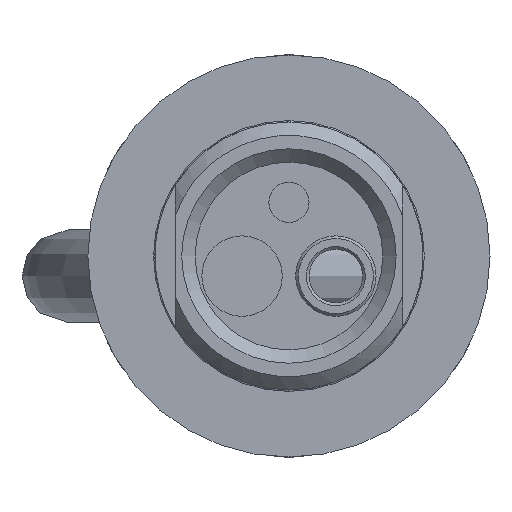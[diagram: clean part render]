
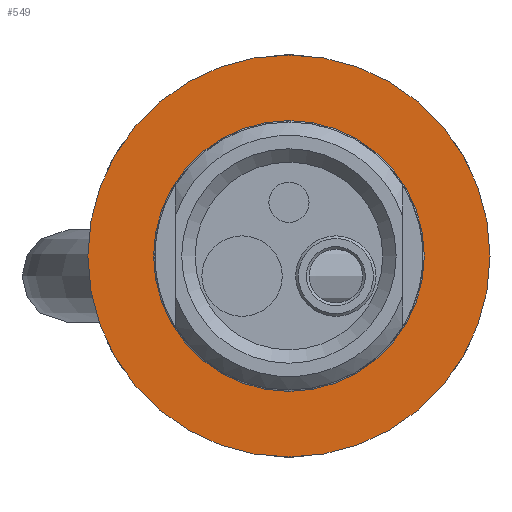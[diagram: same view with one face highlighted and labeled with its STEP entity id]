
A CAD part, left-side view. The second image highlights one B-rep face of the part: STEP entity #549.
In plain terms, the highlighted planar face has unit normal (-1, 0, 0).
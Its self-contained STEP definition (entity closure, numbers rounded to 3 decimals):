
#549 = ADVANCED_FACE( '', ( #1086, #1087 ), #1088, .F. );
#1086 = FACE_BOUND( '', #1723, .T. );
#1087 = FACE_OUTER_BOUND( '', #1724, .T. );
#1088 = PLANE( '', #1725 );
#1723 = EDGE_LOOP( '', ( #3800 ) );
#1724 = EDGE_LOOP( '', ( #3801 ) );
#1725 = AXIS2_PLACEMENT_3D( '', #3802, #3803, #3804 );
#3800 = ORIENTED_EDGE( '', *, *, #4736, .F. );
#3801 = ORIENTED_EDGE( '', *, *, #4737, .T. );
#3802 = CARTESIAN_POINT( '', ( 0., 0., 15. ) );
#3803 = DIRECTION( '', ( 1., 0., 0. ) );
#3804 = DIRECTION( '', ( 0., 0., -1. ) );
#4736 = EDGE_CURVE( '', #5330, #5330, #5331, .T. );
#4737 = EDGE_CURVE( '', #5332, #5332, #5333, .T. );
#5330 = VERTEX_POINT( '', #6255 );
#5331 = CIRCLE( '', #6256, 10.1 );
#5332 = VERTEX_POINT( '', #6257 );
#5333 = CIRCLE( '', #6258, 15. );
#6255 = CARTESIAN_POINT( '', ( 0., 0., 10.1 ) );
#6256 = AXIS2_PLACEMENT_3D( '', #6929, #6930, #6931 );
#6257 = CARTESIAN_POINT( '', ( 0., 0., 15. ) );
#6258 = AXIS2_PLACEMENT_3D( '', #6932, #6933, #6934 );
#6929 = CARTESIAN_POINT( '', ( 0., 0., 0. ) );
#6930 = DIRECTION( '', ( -1., 0., 0. ) );
#6931 = DIRECTION( '', ( 0., 0., 1. ) );
#6932 = CARTESIAN_POINT( '', ( 0., 0., 0. ) );
#6933 = DIRECTION( '', ( -1., 0., 0. ) );
#6934 = DIRECTION( '', ( 0., 0., 1. ) );
